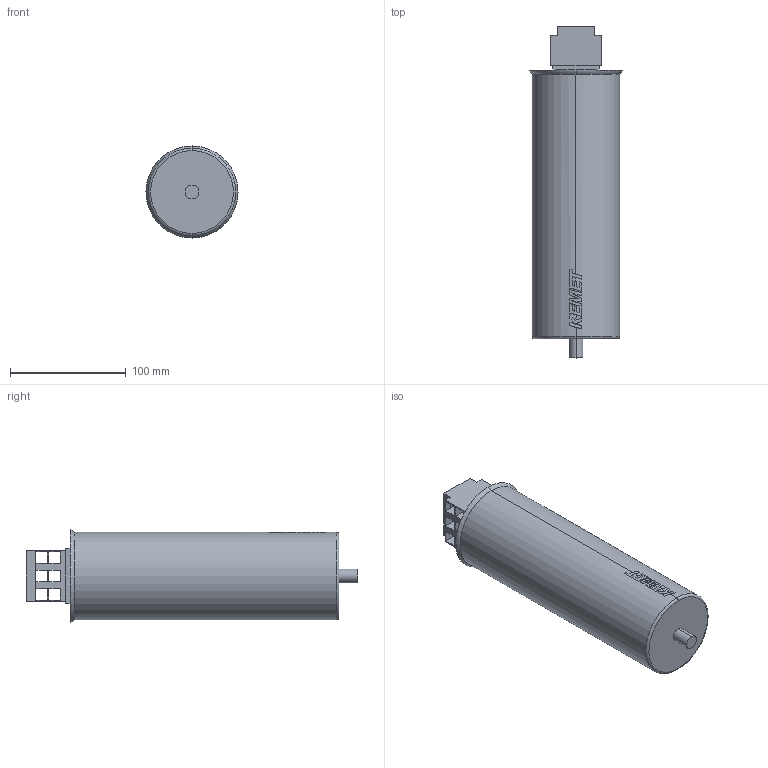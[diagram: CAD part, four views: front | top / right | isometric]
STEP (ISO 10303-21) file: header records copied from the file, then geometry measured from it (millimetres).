
FILE_DESCRIPTION (( 'STEP AP214' ), '1' );
FILE_NAME ('CFP_C9T_75X230_D75.5L232.STEP', '2018-01-23T17:43:26', ( '' ), ( '' ), 'SwSTEP 2.0', 'SolidWorks 2014', '' );
FILE_SCHEMA (( 'AUTOMOTIVE_DESIGN' ));
Length unit declared in the file: millimetre
Products named in the file (1): CFP_C9T_75X230_D75.5L232
Bounding box: 79.5 x 286.5 x 79.5 mm (x, y, z)
Volume: 1075761.1 mm3; surface area: 86232.6 mm2
Topology: 1 solids, 1 shells, 138 faces, 378 edges, 248 vertices
Faces by surface type: plane 78, bspline 31, cylinder 25, torus 4
Entity records: 6079 total; most frequent: CARTESIAN_POINT 1313, ORIENTED_EDGE 756, DIRECTION 503, EDGE_CURVE 378, VERTEX_POINT 248, VECTOR 207, LINE 207, EDGE_LOOP 158
